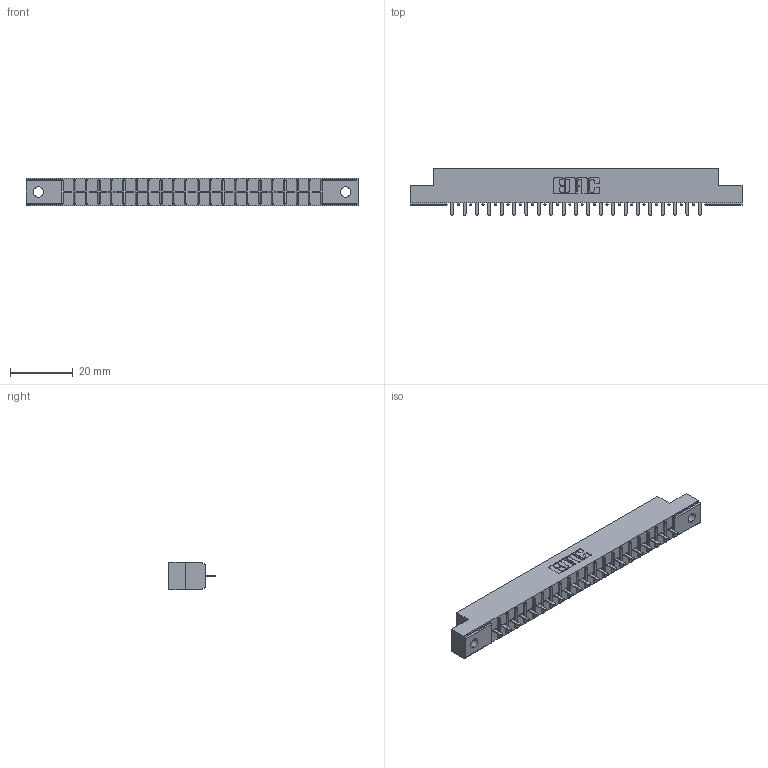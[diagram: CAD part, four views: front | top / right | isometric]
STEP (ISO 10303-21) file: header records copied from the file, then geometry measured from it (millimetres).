
FILE_DESCRIPTION (( 'STEP AP203' ), '1' );
FILE_NAME ('316-021-421-102.STEP', '2020-09-22T20:08:49', ( '' ), ( '' ), 'SwSTEP 2.0', 'SolidWorks 2020', '' );
FILE_SCHEMA (( 'CONFIG_CONTROL_DESIGN' ));
Length unit declared in the file: inch
Products named in the file (3): 306-290-001_121; 306 Part_.128 Dia; 316-021-421-102
Assembly tree (22 placements, depth 2):
  316-021-421-102
    306 Part_.128 Dia
    306-290-001_121  x21
Bounding box: 106.22 x 14.88 x 8.71 mm (x, y, z)
Volume: 7200.7 mm3; surface area: 10198.1 mm2
Topology: 22 solids, 22 shells, 1586 faces, 4453 edges, 2854 vertices
Faces by surface type: plane 1055, cylinder 447, sphere 84
Entity records: 22262 total; most frequent: CARTESIAN_POINT 3734, ORIENTED_EDGE 3698, DIRECTION 3685, EDGE_CURVE 1849, LINE 1435, VECTOR 1435, VERTEX_POINT 1174, AXIS2_PLACEMENT_3D 1125
